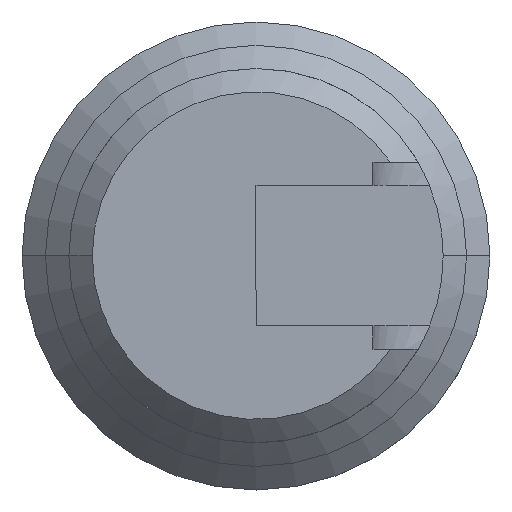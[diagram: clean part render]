
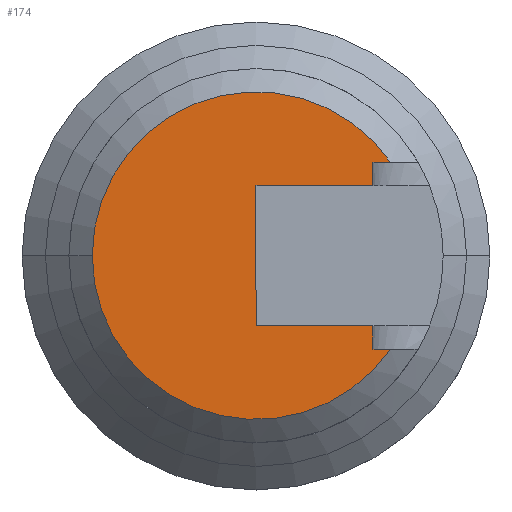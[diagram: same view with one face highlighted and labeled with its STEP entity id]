
A CAD part, top view. The second image highlights one B-rep face of the part: STEP entity #174.
In plain terms, the highlighted planar face has unit normal (0, 0, 1).
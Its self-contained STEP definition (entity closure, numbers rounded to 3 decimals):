
#4 = EDGE_CURVE ( 'NONE', #444, #184, #171, .T. ) ;
#7 = AXIS2_PLACEMENT_3D ( 'NONE', #451, #191, #140 ) ;
#30 = ORIENTED_EDGE ( 'NONE', *, *, #271, .F. ) ;
#47 = LINE ( 'NONE', #328, #148 ) ;
#54 = EDGE_CURVE ( 'NONE', #404, #423, #275, .T. ) ;
#55 = EDGE_LOOP ( 'NONE', ( #486, #310, #256, #250, #302, #520, #30, #491, #82 ) ) ;
#61 = VECTOR ( 'NONE', #468, 1000. ) ;
#82 = ORIENTED_EDGE ( 'NONE', *, *, #551, .T. ) ;
#86 = VERTEX_POINT ( 'NONE', #447 ) ;
#96 = AXIS2_PLACEMENT_3D ( 'NONE', #510, #242, #377 ) ;
#104 = VERTEX_POINT ( 'NONE', #277 ) ;
#107 = VECTOR ( 'NONE', #331, 1000. ) ;
#111 = CARTESIAN_POINT ( 'NONE',  ( 0., -1.5, 2.5 ) ) ;
#140 = DIRECTION ( 'NONE',  ( 1., 0., 0. ) ) ;
#141 = CARTESIAN_POINT ( 'NONE',  ( 2.872, -2., 2.5 ) ) ;
#144 = EDGE_CURVE ( 'NONE', #255, #86, #188, .T. ) ;
#148 = VECTOR ( 'NONE', #411, 1000. ) ;
#155 = LINE ( 'NONE', #415, #107 ) ;
#156 = LINE ( 'NONE', #111, #61 ) ;
#163 = CARTESIAN_POINT ( 'NONE',  ( 2.872, 2., 2.5 ) ) ;
#171 = LINE ( 'NONE', #260, #480 ) ;
#173 = VERTEX_POINT ( 'NONE', #454 ) ;
#174 = ADVANCED_FACE ( 'NONE', ( #583 ), #233, .T. ) ;
#175 = CARTESIAN_POINT ( 'NONE',  ( 2.5, 2., 2.5 ) ) ;
#184 = VERTEX_POINT ( 'NONE', #366 ) ;
#185 = DIRECTION ( 'NONE',  ( 0., 0., 1. ) ) ;
#188 = LINE ( 'NONE', #580, #292 ) ;
#191 = DIRECTION ( 'NONE',  ( 0., 0., 1. ) ) ;
#197 = CARTESIAN_POINT ( 'NONE',  ( 2.5, 2., 2.5 ) ) ;
#199 = CARTESIAN_POINT ( 'NONE',  ( -3.5, 0., 2.5 ) ) ;
#224 = DIRECTION ( 'NONE',  ( -1., 0., 0. ) ) ;
#233 = PLANE ( 'NONE',  #386 ) ;
#235 = CARTESIAN_POINT ( 'NONE',  ( 0., -1.5, 2.5 ) ) ;
#238 = LINE ( 'NONE', #175, #446 ) ;
#242 = DIRECTION ( 'NONE',  ( 0., 0., 1. ) ) ;
#247 = CIRCLE ( 'NONE', #96, 3.5 ) ;
#248 = EDGE_CURVE ( 'NONE', #423, #396, #247, .T. ) ;
#250 = ORIENTED_EDGE ( 'NONE', *, *, #544, .T. ) ;
#255 = VERTEX_POINT ( 'NONE', #560 ) ;
#256 = ORIENTED_EDGE ( 'NONE', *, *, #248, .T. ) ;
#260 = CARTESIAN_POINT ( 'NONE',  ( 8., -1.5, 2.5 ) ) ;
#271 = EDGE_CURVE ( 'NONE', #86, #444, #156, .T. ) ;
#275 = CIRCLE ( 'NONE', #7, 3.5 ) ;
#277 = CARTESIAN_POINT ( 'NONE',  ( 2.5, 2., 2.5 ) ) ;
#278 = DIRECTION ( 'NONE',  ( 0., 1., 0. ) ) ;
#292 = VECTOR ( 'NONE', #224, 1000. ) ;
#302 = ORIENTED_EDGE ( 'NONE', *, *, #477, .T. ) ;
#310 = ORIENTED_EDGE ( 'NONE', *, *, #54, .T. ) ;
#328 = CARTESIAN_POINT ( 'NONE',  ( 0., -2., 2.5 ) ) ;
#331 = DIRECTION ( 'NONE',  ( -1., 0., 0. ) ) ;
#366 = CARTESIAN_POINT ( 'NONE',  ( 2.5, -1.5, 2.5 ) ) ;
#377 = DIRECTION ( 'NONE',  ( 1., 0., 0. ) ) ;
#378 = VECTOR ( 'NONE', #278, 1000. ) ;
#379 = DIRECTION ( 'NONE',  ( 0., 1., 0. ) ) ;
#386 = AXIS2_PLACEMENT_3D ( 'NONE', #408, #185, #592 ) ;
#396 = VERTEX_POINT ( 'NONE', #141 ) ;
#404 = VERTEX_POINT ( 'NONE', #163 ) ;
#408 = CARTESIAN_POINT ( 'NONE',  ( 0., 0., 2.5 ) ) ;
#411 = DIRECTION ( 'NONE',  ( -1., 0., 0. ) ) ;
#415 = CARTESIAN_POINT ( 'NONE',  ( 0., 2., 2.5 ) ) ;
#423 = VERTEX_POINT ( 'NONE', #199 ) ;
#444 = VERTEX_POINT ( 'NONE', #235 ) ;
#446 = VECTOR ( 'NONE', #379, 1000. ) ;
#447 = CARTESIAN_POINT ( 'NONE',  ( 0., 1.5, 2.5 ) ) ;
#451 = CARTESIAN_POINT ( 'NONE',  ( 0., 0., 2.5 ) ) ;
#454 = CARTESIAN_POINT ( 'NONE',  ( 2.5, -2., 2.5 ) ) ;
#461 = EDGE_CURVE ( 'NONE', #404, #104, #155, .T. ) ;
#468 = DIRECTION ( 'NONE',  ( 0., -1., 0. ) ) ;
#477 = EDGE_CURVE ( 'NONE', #173, #184, #525, .T. ) ;
#480 = VECTOR ( 'NONE', #481, 1000. ) ;
#481 = DIRECTION ( 'NONE',  ( 1., 0., 0. ) ) ;
#486 = ORIENTED_EDGE ( 'NONE', *, *, #461, .F. ) ;
#491 = ORIENTED_EDGE ( 'NONE', *, *, #144, .F. ) ;
#510 = CARTESIAN_POINT ( 'NONE',  ( 0., 0., 2.5 ) ) ;
#520 = ORIENTED_EDGE ( 'NONE', *, *, #4, .F. ) ;
#525 = LINE ( 'NONE', #197, #378 ) ;
#544 = EDGE_CURVE ( 'NONE', #396, #173, #47, .T. ) ;
#551 = EDGE_CURVE ( 'NONE', #255, #104, #238, .T. ) ;
#560 = CARTESIAN_POINT ( 'NONE',  ( 2.5, 1.5, 2.5 ) ) ;
#580 = CARTESIAN_POINT ( 'NONE',  ( 0., 1.5, 2.5 ) ) ;
#583 = FACE_OUTER_BOUND ( 'NONE', #55, .T. ) ;
#592 = DIRECTION ( 'NONE',  ( 1., 0., 0. ) ) ;
